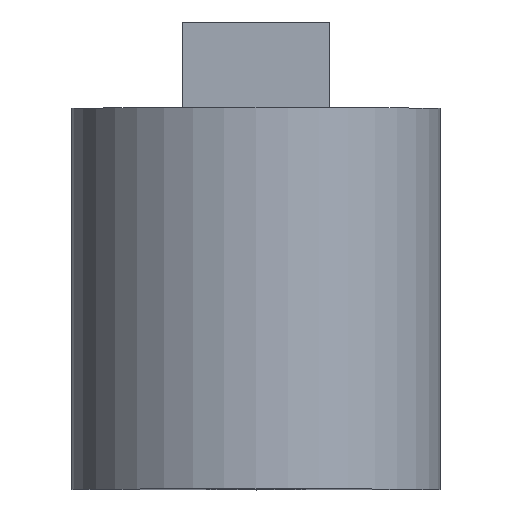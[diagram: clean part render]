
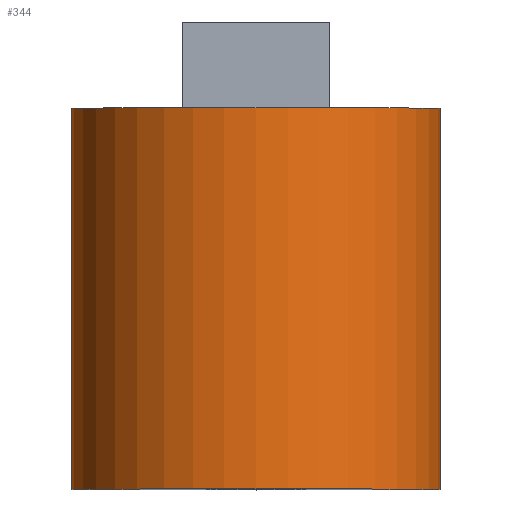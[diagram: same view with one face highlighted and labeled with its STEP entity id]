
A CAD part, top view. The second image highlights one B-rep face of the part: STEP entity #344.
In plain terms, the highlighted cylindrical face has radius 7.5 mm (diameter 15 mm), a partial arc.
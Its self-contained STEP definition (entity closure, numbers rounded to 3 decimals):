
#21=CYLINDRICAL_SURFACE('',#384,7.5);
#27=CIRCLE('',#375,7.5);
#31=CIRCLE('',#385,7.5);
#50=FACE_OUTER_BOUND('',#70,.T.);
#70=EDGE_LOOP('',(#290,#291,#292,#293));
#91=LINE('',#521,#126);
#96=LINE('',#533,#131);
#126=VECTOR('',#419,10.);
#131=VECTOR('',#430,10.);
#160=VERTEX_POINT('',#518);
#161=VERTEX_POINT('',#520);
#164=VERTEX_POINT('',#530);
#165=VERTEX_POINT('',#532);
#193=EDGE_CURVE('',#160,#161,#91,.T.);
#199=EDGE_CURVE('',#165,#164,#96,.T.);
#207=EDGE_CURVE('',#161,#164,#27,.T.);
#220=EDGE_CURVE('',#160,#165,#31,.T.);
#290=ORIENTED_EDGE('',*,*,#193,.F.);
#291=ORIENTED_EDGE('',*,*,#220,.T.);
#292=ORIENTED_EDGE('',*,*,#199,.T.);
#293=ORIENTED_EDGE('',*,*,#207,.F.);
#344=ADVANCED_FACE('',(#50),#21,.T.);
#375=AXIS2_PLACEMENT_3D('',#547,#442,#443);
#384=AXIS2_PLACEMENT_3D('',#572,#469,#470);
#385=AXIS2_PLACEMENT_3D('',#573,#471,#472);
#419=DIRECTION('',(0.,1.,0.));
#430=DIRECTION('',(0.,1.,0.));
#442=DIRECTION('center_axis',(0.,1.,0.));
#443=DIRECTION('ref_axis',(-1.,0.,0.));
#469=DIRECTION('center_axis',(0.,1.,0.));
#470=DIRECTION('ref_axis',(-1.,0.,0.));
#471=DIRECTION('center_axis',(0.,1.,0.));
#472=DIRECTION('ref_axis',(-1.,0.,0.));
#518=CARTESIAN_POINT('',(24.5,0.,0.));
#520=CARTESIAN_POINT('',(24.5,15.5,0.));
#521=CARTESIAN_POINT('',(24.5,13.,0.));
#530=CARTESIAN_POINT('',(39.5,15.5,0.));
#532=CARTESIAN_POINT('',(39.5,0.,0.));
#533=CARTESIAN_POINT('',(39.5,13.,0.));
#547=CARTESIAN_POINT('Origin',(32.,15.5,0.));
#572=CARTESIAN_POINT('Origin',(32.,0.,0.));
#573=CARTESIAN_POINT('Origin',(32.,0.,0.));
